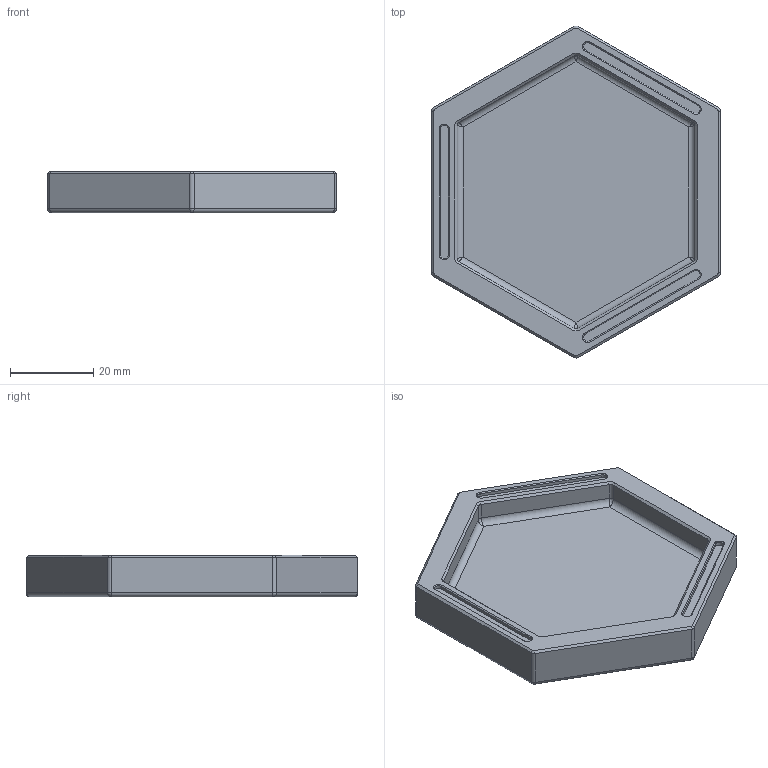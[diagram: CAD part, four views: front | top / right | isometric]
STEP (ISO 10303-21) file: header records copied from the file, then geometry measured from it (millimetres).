
FILE_DESCRIPTION(/* description */ (''),/* implementation_level */ '2;1');
FILE_NAME(/* name */ '4d8a2a0528288b36 v3.step',/* time_stamp */ '2022-10-06T01:26:00+09:00',/* author */ (''),/* organization */ (''),/* preprocessor_version */ 'ST-DEVELOPER v19',/* originating_system */ 'Autodesk Translation Framework v11.7.0.108',/* authorisation */ '');
FILE_SCHEMA (('AUTOMOTIVE_DESIGN { 1 0 10303 214 3 1 1 }'));
Length unit declared in the file: millimetre
Products named in the file (1): 4d8a2a0528288b36
Bounding box: 69.28 x 79.69 x 10 mm (x, y, z)
Volume: 23559.2 mm3; surface area: 12151.6 mm2
Topology: 1 solids, 1 shells, 361 faces, 924 edges, 592 vertices
Faces by surface type: bspline 174, plane 133, cylinder 30, cone 18, sphere 6
Entity records: 11836 total; most frequent: CARTESIAN_POINT 4200, ORIENTED_EDGE 1836, DIRECTION 1048, EDGE_CURVE 918, VERTEX_POINT 592, LINE 492, VECTOR 492, EDGE_LOOP 394
